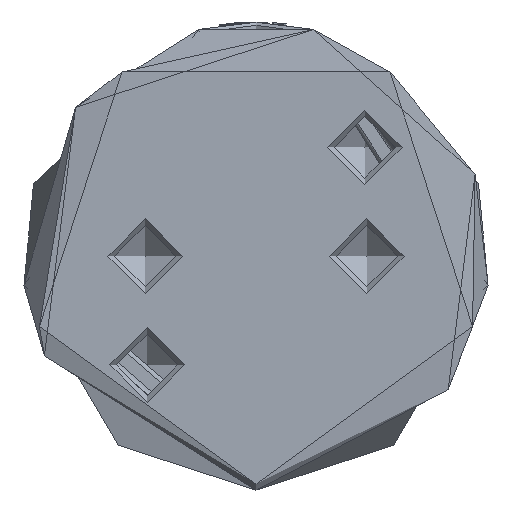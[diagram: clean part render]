
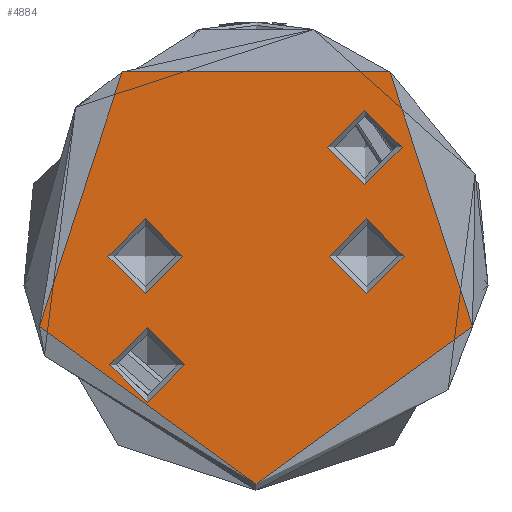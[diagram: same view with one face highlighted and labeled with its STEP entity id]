
A CAD part, front view. The second image highlights one B-rep face of the part: STEP entity #4884.
In plain terms, the highlighted face is planar.
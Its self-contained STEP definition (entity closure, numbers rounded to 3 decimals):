
#59 = DIRECTION ( 'NONE',  ( 1., 0., 0. ) ) ;
#113 = DIRECTION ( 'NONE',  ( 1., 0., 0. ) ) ;
#155 = CIRCLE ( 'NONE', #3362, 3.025 ) ;
#223 = CIRCLE ( 'NONE', #4998, 3.025 ) ;
#268 = FACE_BOUND ( 'NONE', #1843, .T. ) ;
#276 = AXIS2_PLACEMENT_3D ( 'NONE', #5071, #2588, #59 ) ;
#314 = ORIENTED_EDGE ( 'NONE', *, *, #4685, .F. ) ;
#345 = CARTESIAN_POINT ( 'NONE',  ( -5.814, 8.839, 0. ) ) ;
#353 = AXIS2_PLACEMENT_3D ( 'NONE', #3526, #1018, #3945 ) ;
#359 = CARTESIAN_POINT ( 'NONE',  ( 3.025, -9., 0. ) ) ;
#431 = DIRECTION ( 'NONE',  ( -1., 0., 0. ) ) ;
#789 = EDGE_LOOP ( 'NONE', ( #2302 ) ) ;
#803 = CARTESIAN_POINT ( 'NONE',  ( -8.839, 8.839, 0. ) ) ;
#1005 = VERTEX_POINT ( 'NONE', #345 ) ;
#1018 = DIRECTION ( 'NONE',  ( 0., 0., 1. ) ) ;
#1201 = CARTESIAN_POINT ( 'NONE',  ( -18.5, 0., 0. ) ) ;
#1226 = DIRECTION ( 'NONE',  ( 1., 0., 0. ) ) ;
#1375 = AXIS2_PLACEMENT_3D ( 'NONE', #2116, #2945, #431 ) ;
#1396 = FACE_BOUND ( 'NONE', #4164, .T. ) ;
#1520 = FACE_OUTER_BOUND ( 'NONE', #4971, .T. ) ;
#1654 = FACE_BOUND ( 'NONE', #789, .T. ) ;
#1689 = PLANE ( 'NONE',  #1375 ) ;
#1843 = EDGE_LOOP ( 'NONE', ( #3719 ) ) ;
#1870 = VERTEX_POINT ( 'NONE', #4950 ) ;
#2078 = DIRECTION ( 'NONE',  ( 0., 0., 1. ) ) ;
#2116 = CARTESIAN_POINT ( 'NONE',  ( 0., 19., 0. ) ) ;
#2179 = CIRCLE ( 'NONE', #353, 3.025 ) ;
#2253 = CIRCLE ( 'NONE', #276, 3.025 ) ;
#2302 = ORIENTED_EDGE ( 'NONE', *, *, #3105, .F. ) ;
#2472 = CIRCLE ( 'NONE', #5272, 18.5 ) ;
#2511 = FACE_BOUND ( 'NONE', #4723, .T. ) ;
#2588 = DIRECTION ( 'NONE',  ( 0., 0., 1. ) ) ;
#2642 = DIRECTION ( 'NONE',  ( 0., 0., 1. ) ) ;
#2850 = VERTEX_POINT ( 'NONE', #359 ) ;
#2945 = DIRECTION ( 'NONE',  ( 0., 0., -1. ) ) ;
#3105 = EDGE_CURVE ( 'NONE', #1005, #1005, #223, .T. ) ;
#3362 = AXIS2_PLACEMENT_3D ( 'NONE', #5124, #2642, #113 ) ;
#3526 = CARTESIAN_POINT ( 'NONE',  ( 0., -9., 0. ) ) ;
#3719 = ORIENTED_EDGE ( 'NONE', *, *, #4252, .F. ) ;
#3723 = DIRECTION ( 'NONE',  ( 0., 0., 1. ) ) ;
#3810 = VERTEX_POINT ( 'NONE', #1201 ) ;
#3945 = DIRECTION ( 'NONE',  ( 1., 0., 0. ) ) ;
#4164 = EDGE_LOOP ( 'NONE', ( #314 ) ) ;
#4186 = EDGE_CURVE ( 'NONE', #1870, #1870, #2253, .T. ) ;
#4252 = EDGE_CURVE ( 'NONE', #5064, #5064, #155, .T. ) ;
#4504 = ORIENTED_EDGE ( 'NONE', *, *, #5160, .T. ) ;
#4559 = CARTESIAN_POINT ( 'NONE',  ( 0., 0., 0. ) ) ;
#4685 = EDGE_CURVE ( 'NONE', #2850, #2850, #2179, .T. ) ;
#4723 = EDGE_LOOP ( 'NONE', ( #4852 ) ) ;
#4852 = ORIENTED_EDGE ( 'NONE', *, *, #4186, .F. ) ;
#4884 = ADVANCED_FACE ( 'NONE', ( #1654, #268, #1396, #2511, #1520 ), #1689, .F. ) ;
#4950 = CARTESIAN_POINT ( 'NONE',  ( 11.864, -8.839, 0. ) ) ;
#4971 = EDGE_LOOP ( 'NONE', ( #4504 ) ) ;
#4989 = DIRECTION ( 'NONE',  ( -1., 0., 0. ) ) ;
#4998 = AXIS2_PLACEMENT_3D ( 'NONE', #803, #3723, #1226 ) ;
#5064 = VERTEX_POINT ( 'NONE', #5361 ) ;
#5071 = CARTESIAN_POINT ( 'NONE',  ( 8.839, -8.839, 0. ) ) ;
#5124 = CARTESIAN_POINT ( 'NONE',  ( 0., 9., 0. ) ) ;
#5160 = EDGE_CURVE ( 'NONE', #3810, #3810, #2472, .T. ) ;
#5272 = AXIS2_PLACEMENT_3D ( 'NONE', #4559, #2078, #4989 ) ;
#5361 = CARTESIAN_POINT ( 'NONE',  ( 3.025, 9., 0. ) ) ;
